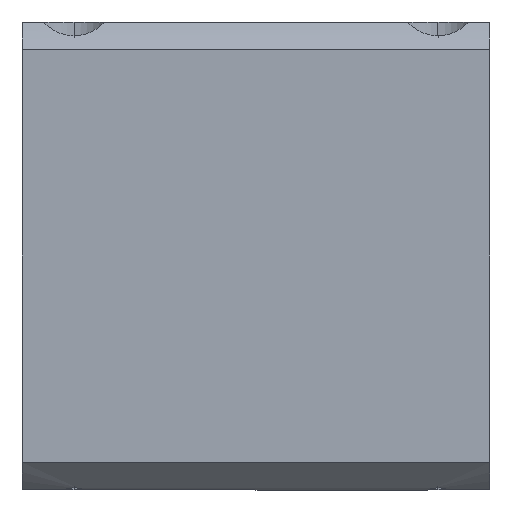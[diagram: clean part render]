
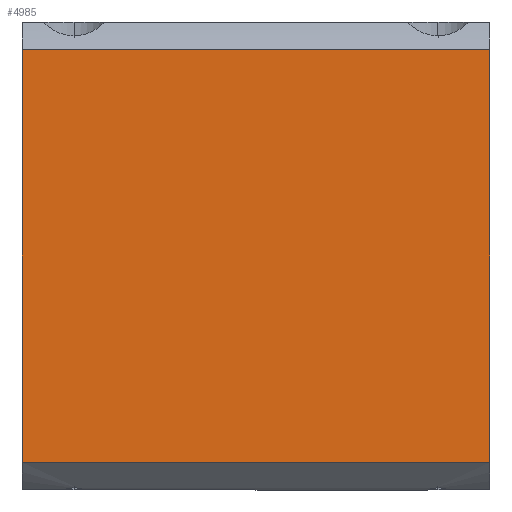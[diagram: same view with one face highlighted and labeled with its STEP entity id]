
A CAD part, left-side view. The second image highlights one B-rep face of the part: STEP entity #4985.
In plain terms, the highlighted planar face has unit normal (-1, 0, 0).
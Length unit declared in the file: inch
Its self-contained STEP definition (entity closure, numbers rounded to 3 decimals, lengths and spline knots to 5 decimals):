
#412 = ORIENTED_EDGE ( 'NONE', *, *, #7484, .T. ) ;
#425 = LINE ( 'NONE', #16923, #15823 ) ;
#1526 = CARTESIAN_POINT ( 'NONE',  ( -1.125, -1.125, -0.99216 ) ) ;
#1806 = LINE ( 'NONE', #1526, #17673 ) ;
#3080 = DIRECTION ( 'NONE',  ( 0., 1., 0. ) ) ;
#3289 = FACE_OUTER_BOUND ( 'NONE', #9546, .T. ) ;
#4733 = LINE ( 'NONE', #15812, #17399 ) ;
#4985 = ADVANCED_FACE ( 'NONE', ( #3289 ), #13969, .T. ) ;
#5139 = DIRECTION ( 'NONE',  ( 0., 0., 1. ) ) ;
#6341 = DIRECTION ( 'NONE',  ( 0., 0., 1. ) ) ;
#6414 = EDGE_CURVE ( 'NONE', #10070, #13420, #1806, .T. ) ;
#7484 = EDGE_CURVE ( 'NONE', #10070, #9666, #19811, .T. ) ;
#9117 = ORIENTED_EDGE ( 'NONE', *, *, #6414, .F. ) ;
#9178 = EDGE_CURVE ( 'NONE', #13420, #10519, #4733, .T. ) ;
#9460 = CARTESIAN_POINT ( 'NONE',  ( -1.125, -1.125, -0.99216 ) ) ;
#9546 = EDGE_LOOP ( 'NONE', ( #9934, #9117, #412, #18569 ) ) ;
#9666 = VERTEX_POINT ( 'NONE', #15203 ) ;
#9934 = ORIENTED_EDGE ( 'NONE', *, *, #9178, .F. ) ;
#10070 = VERTEX_POINT ( 'NONE', #14261 ) ;
#10519 = VERTEX_POINT ( 'NONE', #17724 ) ;
#11257 = AXIS2_PLACEMENT_3D ( 'NONE', #9460, #15458, #6341 ) ;
#11986 = CARTESIAN_POINT ( 'NONE',  ( -1.125, -1.125, -0.99216 ) ) ;
#12345 = VECTOR ( 'NONE', #14809, 39.37008 ) ;
#12708 = EDGE_CURVE ( 'NONE', #9666, #10519, #425, .T. ) ;
#13420 = VERTEX_POINT ( 'NONE', #14867 ) ;
#13969 = PLANE ( 'NONE',  #11257 ) ;
#14261 = CARTESIAN_POINT ( 'NONE',  ( -1.125, -1.125, -0.99216 ) ) ;
#14809 = DIRECTION ( 'NONE',  ( 0., 0., 1. ) ) ;
#14867 = CARTESIAN_POINT ( 'NONE',  ( -1.125, 1.125, -0.99216 ) ) ;
#15203 = CARTESIAN_POINT ( 'NONE',  ( -1.125, -1.125, 0.99216 ) ) ;
#15458 = DIRECTION ( 'NONE',  ( -1., 0., 0. ) ) ;
#15812 = CARTESIAN_POINT ( 'NONE',  ( -1.125, 1.125, -0.99216 ) ) ;
#15823 = VECTOR ( 'NONE', #18507, 39.37008 ) ;
#16923 = CARTESIAN_POINT ( 'NONE',  ( -1.125, -1.125, 0.99216 ) ) ;
#17399 = VECTOR ( 'NONE', #5139, 39.37008 ) ;
#17673 = VECTOR ( 'NONE', #3080, 39.37008 ) ;
#17724 = CARTESIAN_POINT ( 'NONE',  ( -1.125, 1.125, 0.99216 ) ) ;
#18507 = DIRECTION ( 'NONE',  ( 0., 1., 0. ) ) ;
#18569 = ORIENTED_EDGE ( 'NONE', *, *, #12708, .T. ) ;
#19811 = LINE ( 'NONE', #11986, #12345 ) ;
